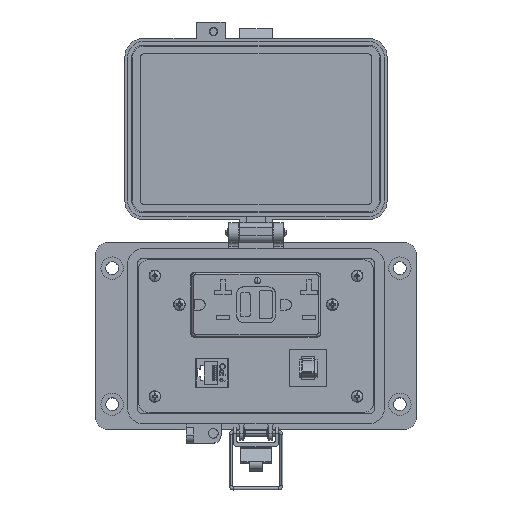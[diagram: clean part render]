
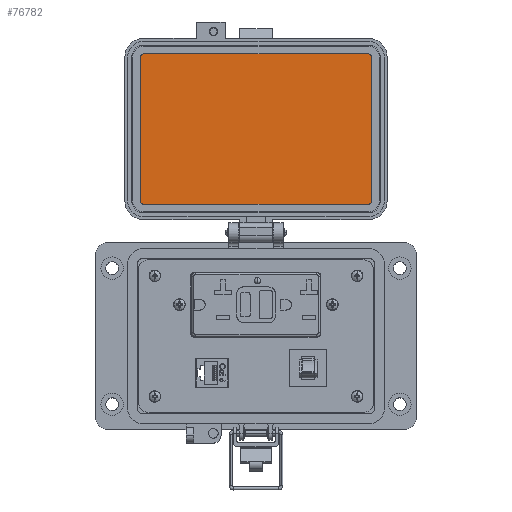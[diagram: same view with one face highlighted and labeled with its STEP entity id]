
A CAD part, top view. The second image highlights one B-rep face of the part: STEP entity #76782.
In plain terms, the highlighted planar face has unit normal (0, 0, 1).
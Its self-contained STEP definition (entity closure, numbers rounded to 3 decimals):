
#195 = CARTESIAN_POINT ( 'NONE',  ( -57.72, 69.55, 8.694 ) ) ;
#575 = DIRECTION ( 'NONE',  ( 0., -1., 0. ) ) ;
#3402 = LINE ( 'NONE', #44309, #66093 ) ;
#4332 = ORIENTED_EDGE ( 'NONE', *, *, #24197, .F. ) ;
#7643 = VERTEX_POINT ( 'NONE', #66380 ) ;
#8391 = DIRECTION ( 'NONE',  ( 0., -1., 0. ) ) ;
#8844 = VECTOR ( 'NONE', #86341, 1000. ) ;
#9367 = DIRECTION ( 'NONE',  ( 0., 0., 1. ) ) ;
#12885 = EDGE_CURVE ( 'NONE', #38794, #7643, #14768, .T. ) ;
#14688 = ORIENTED_EDGE ( 'NONE', *, *, #12885, .F. ) ;
#14768 = LINE ( 'NONE', #105640, #74882 ) ;
#16280 = VERTEX_POINT ( 'NONE', #44483 ) ;
#16525 = CARTESIAN_POINT ( 'NONE',  ( -59.505, 69.55, 8.694 ) ) ;
#17446 = ORIENTED_EDGE ( 'NONE', *, *, #34165, .F. ) ;
#23235 = DIRECTION ( 'NONE',  ( 0., 0., -1. ) ) ;
#24197 = EDGE_CURVE ( 'NONE', #33083, #16280, #87703, .T. ) ;
#24321 = DIRECTION ( 'NONE',  ( 0., 0., -1. ) ) ;
#26272 = VERTEX_POINT ( 'NONE', #16525 ) ;
#33083 = VERTEX_POINT ( 'NONE', #104262 ) ;
#34165 = EDGE_CURVE ( 'NONE', #46636, #33083, #46839, .T. ) ;
#34574 = ORIENTED_EDGE ( 'NONE', *, *, #35183, .F. ) ;
#34734 = VERTEX_POINT ( 'NONE', #47455 ) ;
#35057 = FACE_OUTER_BOUND ( 'NONE', #67926, .T. ) ;
#35183 = EDGE_CURVE ( 'NONE', #86929, #34734, #3402, .T. ) ;
#37731 = CARTESIAN_POINT ( 'NONE',  ( -59.505, 143.334, 8.694 ) ) ;
#38794 = VERTEX_POINT ( 'NONE', #66316 ) ;
#41805 = AXIS2_PLACEMENT_3D ( 'NONE', #73284, #24321, #81478 ) ;
#43196 = ORIENTED_EDGE ( 'NONE', *, *, #88257, .F. ) ;
#44309 = CARTESIAN_POINT ( 'NONE',  ( 59.502, 69.55, 8.694 ) ) ;
#44483 = CARTESIAN_POINT ( 'NONE',  ( 57.717, 145.119, 8.694 ) ) ;
#46636 = VERTEX_POINT ( 'NONE', #52750 ) ;
#46824 = VECTOR ( 'NONE', #96343, 1000. ) ;
#46839 = CIRCLE ( 'NONE', #59513, 1.785 ) ;
#47455 = CARTESIAN_POINT ( 'NONE',  ( 59.502, 69.55, 8.694 ) ) ;
#48431 = DIRECTION ( 'NONE',  ( -1., 0., 0. ) ) ;
#49568 = DIRECTION ( 'NONE',  ( 0., 0., -1. ) ) ;
#52750 = CARTESIAN_POINT ( 'NONE',  ( -59.505, 143.334, 8.694 ) ) ;
#54216 = AXIS2_PLACEMENT_3D ( 'NONE', #195, #57393, #8391 ) ;
#55029 = EDGE_CURVE ( 'NONE', #34734, #38794, #79661, .T. ) ;
#56122 = EDGE_CURVE ( 'NONE', #26272, #46636, #71580, .T. ) ;
#57393 = DIRECTION ( 'NONE',  ( 0., 0., -1. ) ) ;
#58359 = CARTESIAN_POINT ( 'NONE',  ( -30.745, 145.119, 8.694 ) ) ;
#59513 = AXIS2_PLACEMENT_3D ( 'NONE', #72215, #23235, #80399 ) ;
#59646 = AXIS2_PLACEMENT_3D ( 'NONE', #58359, #9367, #66624 ) ;
#60790 = CARTESIAN_POINT ( 'NONE',  ( 59.502, 143.334, 8.694 ) ) ;
#66093 = VECTOR ( 'NONE', #101853, 1000. ) ;
#66316 = CARTESIAN_POINT ( 'NONE',  ( 57.717, 67.765, 8.694 ) ) ;
#66380 = CARTESIAN_POINT ( 'NONE',  ( -57.72, 67.765, 8.694 ) ) ;
#66624 = DIRECTION ( 'NONE',  ( 0., -1., 0. ) ) ;
#67926 = EDGE_LOOP ( 'NONE', ( #17446, #104868, #106032, #14688, #99066, #34574, #43196, #4332 ) ) ;
#71580 = LINE ( 'NONE', #37731, #8844 ) ;
#71606 = CIRCLE ( 'NONE', #54216, 1.785 ) ;
#71847 = CIRCLE ( 'NONE', #41805, 1.785 ) ;
#72215 = CARTESIAN_POINT ( 'NONE',  ( -57.72, 143.334, 8.694 ) ) ;
#73284 = CARTESIAN_POINT ( 'NONE',  ( 57.717, 143.334, 8.694 ) ) ;
#74458 = PLANE ( 'NONE',  #59646 ) ;
#74882 = VECTOR ( 'NONE', #48431, 1000. ) ;
#76782 = ADVANCED_FACE ( 'NONE', ( #35057 ), #74458, .T. ) ;
#79611 = CARTESIAN_POINT ( 'NONE',  ( 57.717, 145.119, 8.694 ) ) ;
#79661 = CIRCLE ( 'NONE', #86516, 1.785 ) ;
#80399 = DIRECTION ( 'NONE',  ( 0., -1., 0. ) ) ;
#81478 = DIRECTION ( 'NONE',  ( 0., -1., 0. ) ) ;
#82430 = EDGE_CURVE ( 'NONE', #7643, #26272, #71606, .T. ) ;
#86341 = DIRECTION ( 'NONE',  ( 0., 1., 0. ) ) ;
#86516 = AXIS2_PLACEMENT_3D ( 'NONE', #98501, #49568, #575 ) ;
#86929 = VERTEX_POINT ( 'NONE', #60790 ) ;
#87703 = LINE ( 'NONE', #79611, #46824 ) ;
#88257 = EDGE_CURVE ( 'NONE', #16280, #86929, #71847, .T. ) ;
#96343 = DIRECTION ( 'NONE',  ( 1., 0., 0. ) ) ;
#98501 = CARTESIAN_POINT ( 'NONE',  ( 57.717, 69.55, 8.694 ) ) ;
#99066 = ORIENTED_EDGE ( 'NONE', *, *, #55029, .F. ) ;
#101853 = DIRECTION ( 'NONE',  ( 0., -1., 0. ) ) ;
#104262 = CARTESIAN_POINT ( 'NONE',  ( -57.72, 145.119, 8.694 ) ) ;
#104868 = ORIENTED_EDGE ( 'NONE', *, *, #56122, .F. ) ;
#105640 = CARTESIAN_POINT ( 'NONE',  ( -57.72, 67.765, 8.694 ) ) ;
#106032 = ORIENTED_EDGE ( 'NONE', *, *, #82430, .F. ) ;
